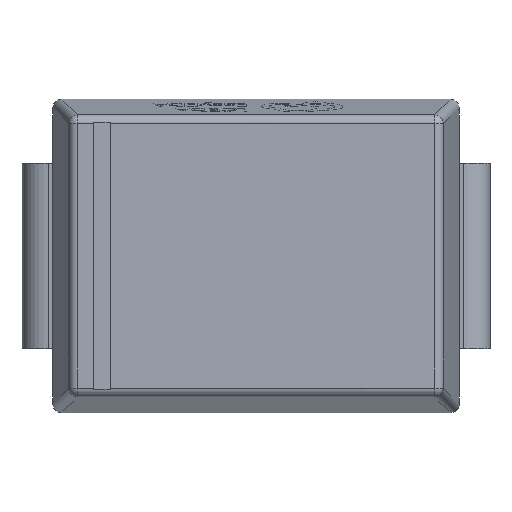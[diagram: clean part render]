
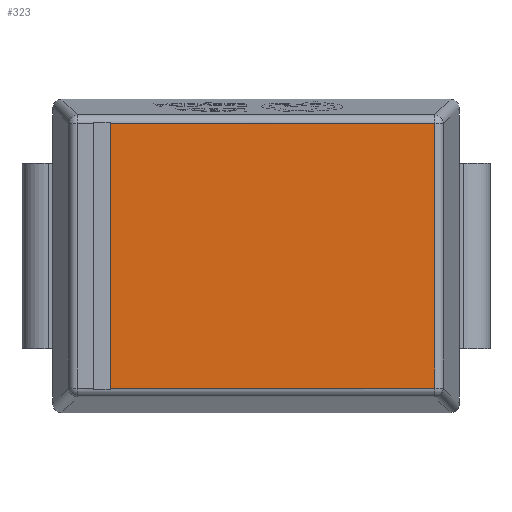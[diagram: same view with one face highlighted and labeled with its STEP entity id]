
A CAD part, top view. The second image highlights one B-rep face of the part: STEP entity #323.
In plain terms, the highlighted planar face has unit normal (0, 0, 1).
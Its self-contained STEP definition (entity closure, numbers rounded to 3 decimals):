
#238 = VERTEX_POINT ( 'NONE', #2097 ) ;
#323 = ADVANCED_FACE ( 'NONE', ( #8825 ), #8760, .T. ) ;
#763 = DIRECTION ( 'NONE',  ( 1., 0., 0. ) ) ;
#1235 = VERTEX_POINT ( 'NONE', #8638 ) ;
#1741 = LINE ( 'NONE', #10044, #9784 ) ;
#1742 = EDGE_CURVE ( 'NONE', #2347, #1235, #6774, .T. ) ;
#1808 = CARTESIAN_POINT ( 'NONE',  ( 2.022, 1.497, 1.1 ) ) ;
#1881 = EDGE_CURVE ( 'NONE', #238, #8860, #4366, .T. ) ;
#2097 = CARTESIAN_POINT ( 'NONE',  ( 2.022, -1.497, 1.1 ) ) ;
#2347 = VERTEX_POINT ( 'NONE', #9144 ) ;
#2504 = DIRECTION ( 'NONE',  ( 1., 0., 0. ) ) ;
#2511 = VECTOR ( 'NONE', #12815, 1000. ) ;
#2625 = LINE ( 'NONE', #9955, #12660 ) ;
#4169 = ORIENTED_EDGE ( 'NONE', *, *, #1881, .T. ) ;
#4366 = LINE ( 'NONE', #4431, #2511 ) ;
#4431 = CARTESIAN_POINT ( 'NONE',  ( 2.022, 1.581, 1.1 ) ) ;
#5601 = DIRECTION ( 'NONE',  ( 0., 1., 0. ) ) ;
#5811 = CARTESIAN_POINT ( 'NONE',  ( -1.653, 1.806, 1.1 ) ) ;
#6774 = LINE ( 'NONE', #5811, #9747 ) ;
#6823 = DIRECTION ( 'NONE',  ( -1., 0., 0. ) ) ;
#6848 = AXIS2_PLACEMENT_3D ( 'NONE', #8968, #12060, #2504 ) ;
#8638 = CARTESIAN_POINT ( 'NONE',  ( -1.653, 1.497, 1.1 ) ) ;
#8760 = PLANE ( 'NONE',  #6848 ) ;
#8825 = FACE_OUTER_BOUND ( 'NONE', #11133, .T. ) ;
#8860 = VERTEX_POINT ( 'NONE', #1808 ) ;
#8968 = CARTESIAN_POINT ( 'NONE',  ( 0., 0., 1.1 ) ) ;
#9144 = CARTESIAN_POINT ( 'NONE',  ( -1.653, -1.497, 1.1 ) ) ;
#9492 = EDGE_CURVE ( 'NONE', #2347, #238, #1741, .T. ) ;
#9747 = VECTOR ( 'NONE', #5601, 1000. ) ;
#9784 = VECTOR ( 'NONE', #763, 1000. ) ;
#9955 = CARTESIAN_POINT ( 'NONE',  ( -2.106, 1.497, 1.1 ) ) ;
#10044 = CARTESIAN_POINT ( 'NONE',  ( 2.106, -1.497, 1.1 ) ) ;
#10430 = ORIENTED_EDGE ( 'NONE', *, *, #9492, .T. ) ;
#11039 = EDGE_CURVE ( 'NONE', #8860, #1235, #2625, .T. ) ;
#11133 = EDGE_LOOP ( 'NONE', ( #12059, #10430, #4169, #13235 ) ) ;
#12059 = ORIENTED_EDGE ( 'NONE', *, *, #1742, .F. ) ;
#12060 = DIRECTION ( 'NONE',  ( 0., 0., 1. ) ) ;
#12660 = VECTOR ( 'NONE', #6823, 1000. ) ;
#12815 = DIRECTION ( 'NONE',  ( 0., 1., 0. ) ) ;
#13235 = ORIENTED_EDGE ( 'NONE', *, *, #11039, .T. ) ;
